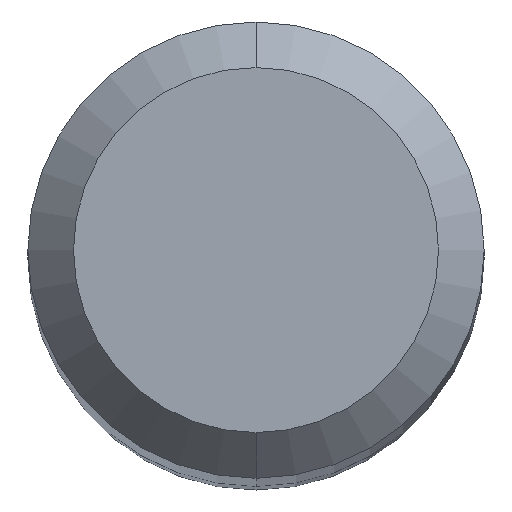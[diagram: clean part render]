
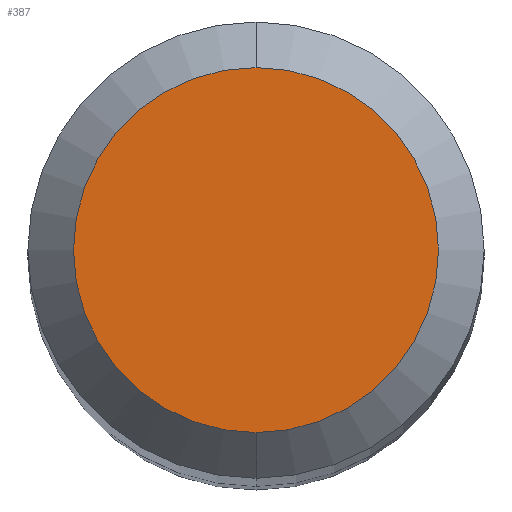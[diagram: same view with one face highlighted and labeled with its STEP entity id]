
A CAD part, top view. The second image highlights one B-rep face of the part: STEP entity #387.
In plain terms, the highlighted planar face has unit normal (0, 0, 1).
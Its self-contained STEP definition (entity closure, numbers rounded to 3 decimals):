
#185=EDGE_CURVE('',#455,#295,#493,.T.);
#255=EDGE_CURVE('',#295,#455,#572,.T.);
#295=VERTEX_POINT('',#613);
#387=ADVANCED_FACE('',(#712),#713,.T.);
#455=VERTEX_POINT('',#792);
#493=CIRCLE('',#827,1.2);
#572=CIRCLE('',#929,1.2);
#613=CARTESIAN_POINT('',(0.0,1.2,0.0));
#712=FACE_OUTER_BOUND('',#1250,.T.);
#713=PLANE('',#1251);
#792=CARTESIAN_POINT('',(0.,-1.2,0.0));
#827=AXIS2_PLACEMENT_3D('',#1454,#1455,#1456);
#929=AXIS2_PLACEMENT_3D('',#1563,#1564,#1565);
#1250=EDGE_LOOP('',(#1686,#1687));
#1251=AXIS2_PLACEMENT_3D('',#1688,#1689,#1690);
#1454=CARTESIAN_POINT('',(0.0,0.0,0.0));
#1455=DIRECTION('',(0.0,0.0,-1.0));
#1456=DIRECTION('',(0.0,1.0,0.0));
#1563=CARTESIAN_POINT('',(0.0,0.0,0.0));
#1564=DIRECTION('',(0.0,0.0,-1.0));
#1565=DIRECTION('',(0.0,1.0,0.0));
#1686=ORIENTED_EDGE('',*,*,#255,.F.);
#1687=ORIENTED_EDGE('',*,*,#185,.F.);
#1688=CARTESIAN_POINT('',(0.0,0.6,0.0));
#1689=DIRECTION('',(-0.0,0.0,1.0));
#1690=DIRECTION('',(0.0,-1.0,0.0));
